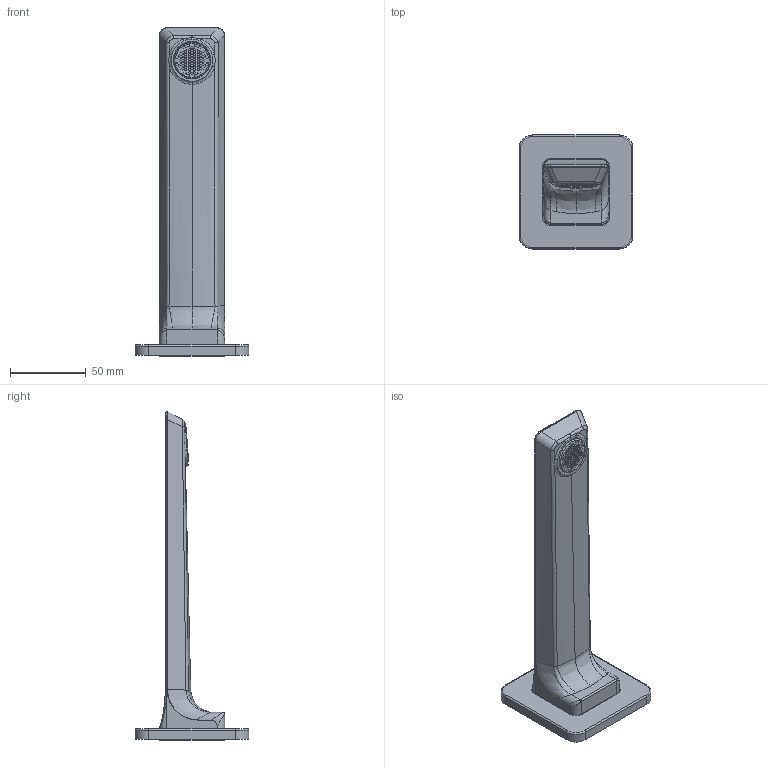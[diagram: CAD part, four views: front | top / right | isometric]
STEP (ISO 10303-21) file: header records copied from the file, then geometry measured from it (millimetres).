
FILE_DESCRIPTION((''),'2;1');
FILE_NAME('ASSIEME-BOCCA-430-SUBWAY_ASM','2024-10-03T09:47:22',('alessandrom'),('YOUR_COMPANY_NAME'),'CREO PARAMETRIC BY PTC INC, 2023424','CREO PARAMETRIC BY PTC INC, 2023424','');
FILE_SCHEMA(('CONFIG_CONTROL_DESIGN','SHAPE_APPEARANCE_LAYERS_GROUPS'));
Length unit declared in the file: millimetre
Products named in the file (5): 6535; 6533; ACGRANO5X6PC; SLIM-FULLFLOW-VASCA; ASSIEME-BOCCA-430-SUBWAY_ASM
Assembly tree (5 placements, depth 2):
  ASSIEME-BOCCA-430-SUBWAY_ASM
    6535
    6533
    ACGRANO5X6PC  x2
    SLIM-FULLFLOW-VASCA
Bounding box: 75 x 75 x 216 mm (x, y, z)
Volume: 109942.2 mm3; surface area: 55765 mm2
Topology: 5 solids, 8 shells, 934 faces, 2344 edges, 1518 vertices
Faces by surface type: plane 709, cylinder 110, bspline 56, cone 34, torus 13, sphere 10, extrusion 2
Entity records: 40004 total; most frequent: CARTESIAN_POINT 11581, ORIENTED_EDGE 4556, DIRECTION 4078, EDGE_CURVE 2288, PRESENTATION_STYLE_ASSIGNMENT 2246, STYLED_ITEM 2246, CURVE_STYLE 2240, VECTOR 1866
